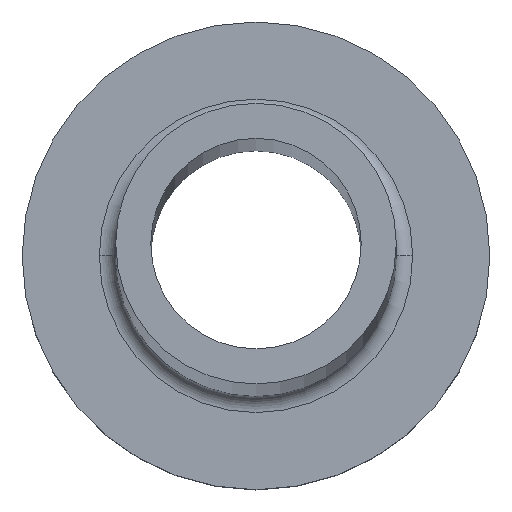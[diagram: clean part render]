
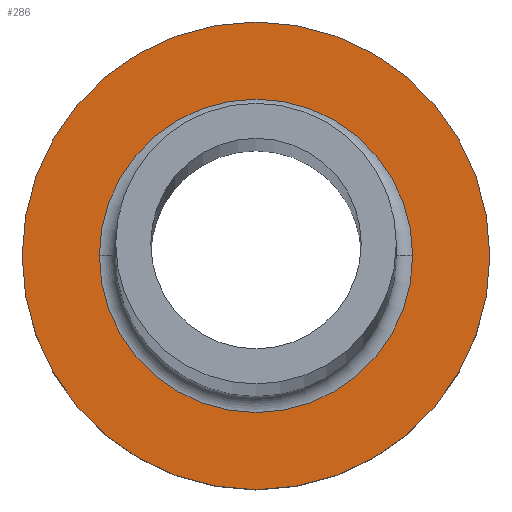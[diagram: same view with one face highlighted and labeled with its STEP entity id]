
A CAD part, top view. The second image highlights one B-rep face of the part: STEP entity #286.
In plain terms, the highlighted planar face has unit normal (0, 0, 1).
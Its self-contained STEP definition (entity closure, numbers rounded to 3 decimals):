
#2 = VERTEX_POINT ( 'NONE', #356 ) ;
#11 = ORIENTED_EDGE ( 'NONE', *, *, #55, .T. ) ;
#16 = EDGE_CURVE ( 'NONE', #321, #154, #29, .T. ) ;
#28 = DIRECTION ( 'NONE',  ( 1., 0., 0. ) ) ;
#29 = CIRCLE ( 'NONE', #332, 10. ) ;
#52 = CARTESIAN_POINT ( 'NONE',  ( 6.7, 0., 7. ) ) ;
#55 = EDGE_CURVE ( 'NONE', #2, #316, #272, .T. ) ;
#64 = CARTESIAN_POINT ( 'NONE',  ( 10., 0., 7. ) ) ;
#95 = EDGE_CURVE ( 'NONE', #154, #321, #226, .T. ) ;
#98 = DIRECTION ( 'NONE',  ( 1., 0., 0. ) ) ;
#106 = ORIENTED_EDGE ( 'NONE', *, *, #299, .T. ) ;
#117 = FACE_OUTER_BOUND ( 'NONE', #377, .T. ) ;
#130 = DIRECTION ( 'NONE',  ( 1., 0., 0. ) ) ;
#143 = DIRECTION ( 'NONE',  ( 0., 0., 1. ) ) ;
#153 = CARTESIAN_POINT ( 'NONE',  ( 0., 0., 7. ) ) ;
#154 = VERTEX_POINT ( 'NONE', #64 ) ;
#158 = CARTESIAN_POINT ( 'NONE',  ( 0., 0., 7. ) ) ;
#170 = DIRECTION ( 'NONE',  ( 1., 0., 0. ) ) ;
#176 = ORIENTED_EDGE ( 'NONE', *, *, #16, .T. ) ;
#222 = AXIS2_PLACEMENT_3D ( 'NONE', #158, #265, #130 ) ;
#226 = CIRCLE ( 'NONE', #353, 10. ) ;
#261 = ORIENTED_EDGE ( 'NONE', *, *, #95, .T. ) ;
#265 = DIRECTION ( 'NONE',  ( 0., 0., -1. ) ) ;
#268 = AXIS2_PLACEMENT_3D ( 'NONE', #379, #311, #369 ) ;
#269 = DIRECTION ( 'NONE',  ( 0., 0., 1. ) ) ;
#272 = CIRCLE ( 'NONE', #222, 6.7 ) ;
#275 = CARTESIAN_POINT ( 'NONE',  ( 0., 0., 7. ) ) ;
#286 = ADVANCED_FACE ( 'NONE', ( #312, #117 ), #349, .T. ) ;
#294 = CIRCLE ( 'NONE', #268, 6.7 ) ;
#299 = EDGE_CURVE ( 'NONE', #316, #2, #294, .T. ) ;
#311 = DIRECTION ( 'NONE',  ( 0., 0., -1. ) ) ;
#312 = FACE_BOUND ( 'NONE', #360, .T. ) ;
#316 = VERTEX_POINT ( 'NONE', #52 ) ;
#318 = CARTESIAN_POINT ( 'NONE',  ( -10., 0., 7. ) ) ;
#321 = VERTEX_POINT ( 'NONE', #318 ) ;
#332 = AXIS2_PLACEMENT_3D ( 'NONE', #275, #269, #98 ) ;
#337 = AXIS2_PLACEMENT_3D ( 'NONE', #153, #345, #28 ) ;
#340 = CARTESIAN_POINT ( 'NONE',  ( 0., 0., 7. ) ) ;
#345 = DIRECTION ( 'NONE',  ( 0., 0., 1. ) ) ;
#349 = PLANE ( 'NONE',  #337 ) ;
#353 = AXIS2_PLACEMENT_3D ( 'NONE', #340, #143, #170 ) ;
#356 = CARTESIAN_POINT ( 'NONE',  ( -6.7, 0., 7. ) ) ;
#360 = EDGE_LOOP ( 'NONE', ( #106, #11 ) ) ;
#369 = DIRECTION ( 'NONE',  ( 1., 0., 0. ) ) ;
#377 = EDGE_LOOP ( 'NONE', ( #176, #261 ) ) ;
#379 = CARTESIAN_POINT ( 'NONE',  ( 0., 0., 7. ) ) ;
